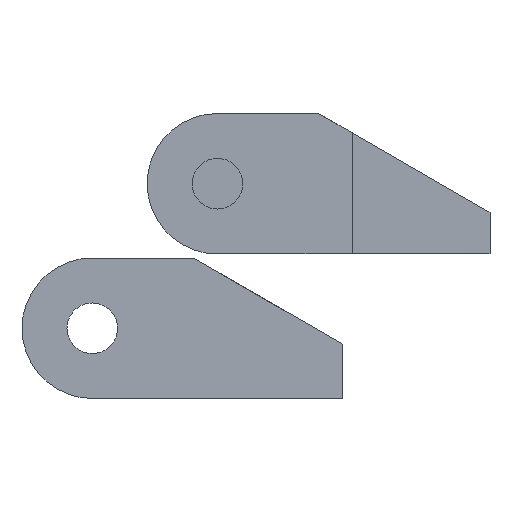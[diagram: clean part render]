
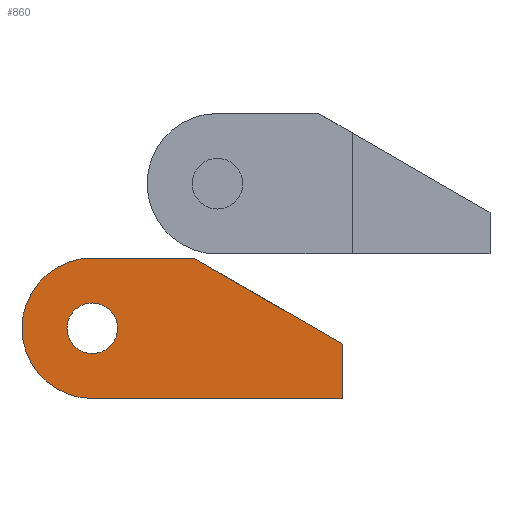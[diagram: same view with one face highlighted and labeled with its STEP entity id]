
A CAD part, front view. The second image highlights one B-rep face of the part: STEP entity #860.
In plain terms, the highlighted planar face has unit normal (0, -1, 0).
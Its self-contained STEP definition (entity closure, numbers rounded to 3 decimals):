
#30=FACE_BOUND('',#138,.T.);
#41=CIRCLE('',#960,6.25);
#43=CIRCLE('',#964,2.25);
#88=FACE_OUTER_BOUND('',#137,.T.);
#137=EDGE_LOOP('',(#631,#632,#633,#634,#635));
#138=EDGE_LOOP('',(#636));
#190=LINE('',#1301,#286);
#195=LINE('',#1314,#291);
#214=LINE('',#1356,#310);
#215=LINE('',#1357,#311);
#286=VECTOR('',#1052,9.);
#291=VECTOR('',#1065,15.3);
#310=VECTOR('',#1102,22.25);
#311=VECTOR('',#1103,4.85);
#379=VERTEX_POINT('',#1289);
#380=VERTEX_POINT('',#1290);
#384=VERTEX_POINT('',#1300);
#385=VERTEX_POINT('',#1304);
#388=VERTEX_POINT('',#1313);
#402=VERTEX_POINT('',#1355);
#459=EDGE_CURVE('',#379,#380,#41,.T.);
#464=EDGE_CURVE('',#380,#384,#190,.T.);
#466=EDGE_CURVE('',#385,#385,#43,.T.);
#471=EDGE_CURVE('',#384,#388,#195,.T.);
#492=EDGE_CURVE('',#402,#379,#214,.T.);
#493=EDGE_CURVE('',#388,#402,#215,.T.);
#631=ORIENTED_EDGE('',*,*,#459,.F.);
#632=ORIENTED_EDGE('',*,*,#492,.F.);
#633=ORIENTED_EDGE('',*,*,#493,.F.);
#634=ORIENTED_EDGE('',*,*,#471,.F.);
#635=ORIENTED_EDGE('',*,*,#464,.F.);
#636=ORIENTED_EDGE('',*,*,#466,.T.);
#824=PLANE('',#975);
#860=ADVANCED_FACE('',(#88,#30),#824,.T.);
#960=AXIS2_PLACEMENT_3D('',#1291,#1043,#1044);
#964=AXIS2_PLACEMENT_3D('',#1305,#1056,#1057);
#975=AXIS2_PLACEMENT_3D('',#1354,#1100,#1101);
#1043=DIRECTION('center_axis',(0.,1.,0.));
#1044=DIRECTION('ref_axis',(0.,0.,-1.));
#1052=DIRECTION('',(1.,0.,0.));
#1056=DIRECTION('center_axis',(0.,1.,0.));
#1057=DIRECTION('ref_axis',(1.,0.,0.));
#1065=DIRECTION('',(0.866,0.,-0.5));
#1100=DIRECTION('center_axis',(0.,-1.,0.));
#1101=DIRECTION('ref_axis',(0.,0.,-1.));
#1102=DIRECTION('',(-1.,0.,0.));
#1103=DIRECTION('',(0.,0.,-1.));
#1289=CARTESIAN_POINT('',(-50.,-3.,29.75));
#1290=CARTESIAN_POINT('',(-50.,-3.,42.25));
#1291=CARTESIAN_POINT('Origin',(-50.,-3.,36.));
#1300=CARTESIAN_POINT('',(-41.,-3.,42.25));
#1301=CARTESIAN_POINT('',(-50.,-3.,42.25));
#1304=CARTESIAN_POINT('',(-52.25,-3.,36.));
#1305=CARTESIAN_POINT('Origin',(-50.,-3.,36.));
#1313=CARTESIAN_POINT('',(-27.75,-3.,34.6));
#1314=CARTESIAN_POINT('',(-41.,-3.,42.25));
#1354=CARTESIAN_POINT('Origin',(-42.052,-3.,35.095));
#1355=CARTESIAN_POINT('',(-27.75,-3.,29.75));
#1356=CARTESIAN_POINT('',(-27.75,-3.,29.75));
#1357=CARTESIAN_POINT('',(-27.75,-3.,34.6));
